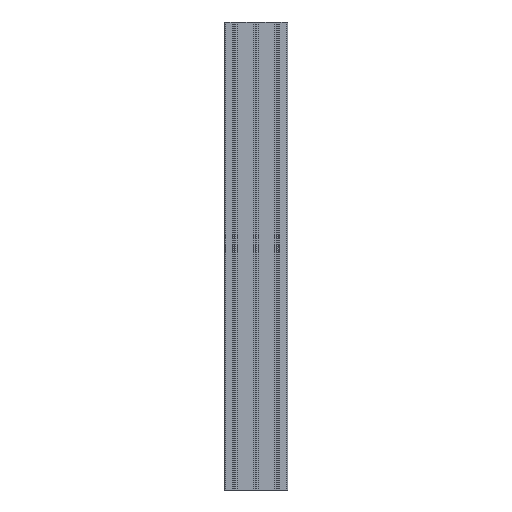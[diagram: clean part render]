
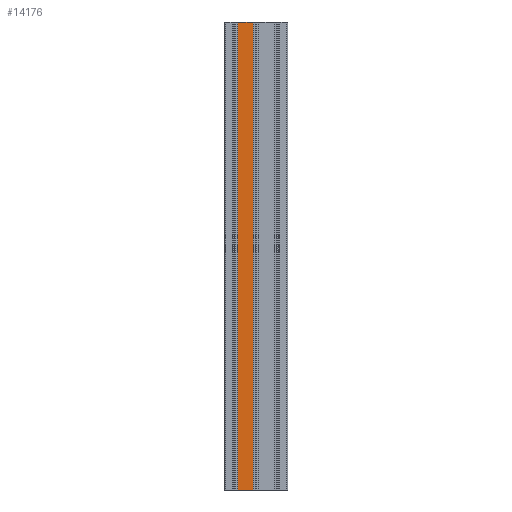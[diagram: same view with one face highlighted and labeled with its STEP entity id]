
A CAD part, left-side view. The second image highlights one B-rep face of the part: STEP entity #14176.
In plain terms, the highlighted planar face has unit normal (-1, 0, 0).
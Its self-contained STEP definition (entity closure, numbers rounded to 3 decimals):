
#285 = ORIENTED_EDGE ( 'NONE', *, *, #6910, .T. ) ;
#328 = CARTESIAN_POINT ( 'NONE',  ( -22.5, -38.9, 1000. ) ) ;
#417 = CARTESIAN_POINT ( 'NONE',  ( -22.5, -6.1, 0. ) ) ;
#933 = ORIENTED_EDGE ( 'NONE', *, *, #8854, .T. ) ;
#1204 = DIRECTION ( 'NONE',  ( 0., -1., 0. ) ) ;
#1478 = VERTEX_POINT ( 'NONE', #417 ) ;
#1542 = DIRECTION ( 'NONE',  ( 0., 0., -1. ) ) ;
#1611 = VECTOR ( 'NONE', #7503, 1000. ) ;
#3373 = EDGE_CURVE ( 'NONE', #6181, #9805, #3697, .T. ) ;
#3509 = CARTESIAN_POINT ( 'NONE',  ( -22.5, 0., 1000. ) ) ;
#3697 = LINE ( 'NONE', #3509, #9709 ) ;
#3902 = FACE_OUTER_BOUND ( 'NONE', #6583, .T. ) ;
#4019 = PLANE ( 'NONE',  #8371 ) ;
#4419 = ORIENTED_EDGE ( 'NONE', *, *, #3373, .F. ) ;
#5234 = DIRECTION ( 'NONE',  ( 0., 0., -1. ) ) ;
#6181 = VERTEX_POINT ( 'NONE', #6625 ) ;
#6291 = CARTESIAN_POINT ( 'NONE',  ( -22.5, -6.1, 1000. ) ) ;
#6583 = EDGE_LOOP ( 'NONE', ( #933, #11024, #4419, #285 ) ) ;
#6625 = CARTESIAN_POINT ( 'NONE',  ( -22.5, -6.1, 1000. ) ) ;
#6910 = EDGE_CURVE ( 'NONE', #6181, #1478, #7986, .T. ) ;
#6947 = VERTEX_POINT ( 'NONE', #13561 ) ;
#7503 = DIRECTION ( 'NONE',  ( 0., 0., -1. ) ) ;
#7986 = LINE ( 'NONE', #6291, #1611 ) ;
#8371 = AXIS2_PLACEMENT_3D ( 'NONE', #11233, #12450, #5234 ) ;
#8592 = EDGE_CURVE ( 'NONE', #9805, #6947, #11896, .T. ) ;
#8854 = EDGE_CURVE ( 'NONE', #1478, #6947, #14515, .T. ) ;
#9709 = VECTOR ( 'NONE', #14344, 1000. ) ;
#9805 = VERTEX_POINT ( 'NONE', #12726 ) ;
#11024 = ORIENTED_EDGE ( 'NONE', *, *, #8592, .F. ) ;
#11233 = CARTESIAN_POINT ( 'NONE',  ( -22.5, 0., 1000. ) ) ;
#11321 = VECTOR ( 'NONE', #1204, 1000. ) ;
#11896 = LINE ( 'NONE', #328, #15104 ) ;
#12450 = DIRECTION ( 'NONE',  ( 1., 0., 0. ) ) ;
#12726 = CARTESIAN_POINT ( 'NONE',  ( -22.5, -38.9, 1000. ) ) ;
#13561 = CARTESIAN_POINT ( 'NONE',  ( -22.5, -38.9, 0. ) ) ;
#14176 = ADVANCED_FACE ( 'NONE', ( #3902 ), #4019, .F. ) ;
#14344 = DIRECTION ( 'NONE',  ( 0., -1., 0. ) ) ;
#14515 = LINE ( 'NONE', #15612, #11321 ) ;
#15104 = VECTOR ( 'NONE', #1542, 1000. ) ;
#15612 = CARTESIAN_POINT ( 'NONE',  ( -22.5, 0., 0. ) ) ;
